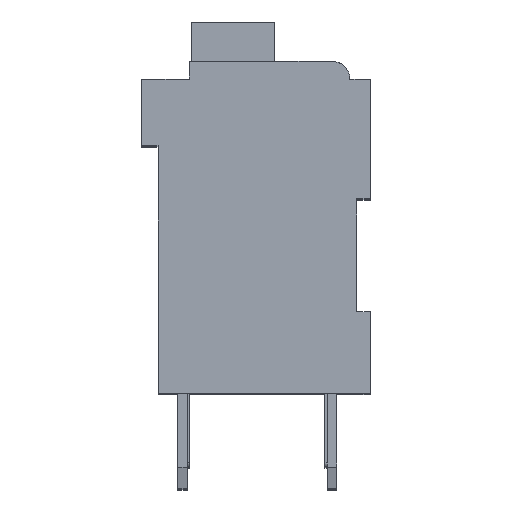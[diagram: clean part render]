
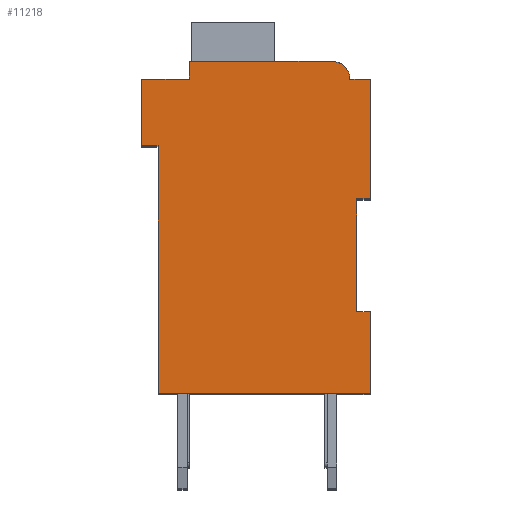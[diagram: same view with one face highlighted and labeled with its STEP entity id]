
A CAD part, top view. The second image highlights one B-rep face of the part: STEP entity #11218.
In plain terms, the highlighted planar face has unit normal (0, 0, 1).
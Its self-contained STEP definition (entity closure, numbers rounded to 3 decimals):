
#1258=DIRECTION('',(1.,0.,0.));
#1259=VECTOR('',#1258,0.5);
#1260=CARTESIAN_POINT('',(7.3,7.15,2.1));
#1261=LINE('',#1260,#1259);
#1262=DIRECTION('',(0.,1.,0.));
#1263=VECTOR('',#1262,4.15);
#1264=CARTESIAN_POINT('',(7.3,3.,2.1));
#1265=LINE('',#1264,#1263);
#1266=DIRECTION('',(-1.,0.,0.));
#1267=VECTOR('',#1266,0.5);
#1268=CARTESIAN_POINT('',(7.8,3.,2.1));
#1269=LINE('',#1268,#1267);
#1270=DIRECTION('',(0.,1.,0.));
#1271=VECTOR('',#1270,3.);
#1272=CARTESIAN_POINT('',(7.8,0.,2.1));
#1273=LINE('',#1272,#1271);
#1274=DIRECTION('',(1.,0.,0.));
#1275=VECTOR('',#1274,7.8);
#1276=CARTESIAN_POINT('',(0.,0.,2.1));
#1277=LINE('',#1276,#1275);
#1278=DIRECTION('',(0.,-1.,0.));
#1279=VECTOR('',#1278,9.1);
#1280=CARTESIAN_POINT('',(0.,9.1,2.1));
#1281=LINE('',#1280,#1279);
#1282=DIRECTION('',(1.,0.,0.));
#1283=VECTOR('',#1282,0.6);
#1284=CARTESIAN_POINT('',(-0.6,9.1,2.1));
#1285=LINE('',#1284,#1283);
#1286=DIRECTION('',(0.,-1.,0.));
#1287=VECTOR('',#1286,2.45);
#1288=CARTESIAN_POINT('',(-0.6,11.55,2.1));
#1289=LINE('',#1288,#1287);
#1290=DIRECTION('',(-1.,0.,0.));
#1291=VECTOR('',#1290,1.75);
#1292=CARTESIAN_POINT('',(1.15,11.55,2.1));
#1293=LINE('',#1292,#1291);
#1294=DIRECTION('',(0.,-1.,0.));
#1295=VECTOR('',#1294,0.65);
#1296=CARTESIAN_POINT('',(1.15,12.2,2.1));
#1297=LINE('',#1296,#1295);
#1298=DIRECTION('',(-1.,0.,0.));
#1299=VECTOR('',#1298,5.25);
#1300=CARTESIAN_POINT('',(6.4,12.2,2.1));
#1301=LINE('',#1300,#1299);
#1302=CARTESIAN_POINT('',(6.4,11.55,2.1));
#1303=DIRECTION('',(0.,0.,1.));
#1304=DIRECTION('',(1.,0.,0.));
#1305=AXIS2_PLACEMENT_3D('',#1302,#1303,#1304);
#1307=DIRECTION('',(-1.,0.,0.));
#1308=VECTOR('',#1307,0.75);
#1309=CARTESIAN_POINT('',(7.8,11.55,2.1));
#1310=LINE('',#1309,#1308);
#1311=DIRECTION('',(0.,1.,0.));
#1312=VECTOR('',#1311,4.4);
#1313=CARTESIAN_POINT('',(7.8,7.15,2.1));
#1314=LINE('',#1313,#1312);
#7579=CARTESIAN_POINT('',(7.3,7.15,2.1));
#7580=CARTESIAN_POINT('',(7.8,7.15,2.1));
#7581=VERTEX_POINT('',#7579);
#7582=VERTEX_POINT('',#7580);
#7583=CARTESIAN_POINT('',(7.8,11.55,2.1));
#7584=VERTEX_POINT('',#7583);
#7585=CARTESIAN_POINT('',(7.05,11.55,2.1));
#7586=VERTEX_POINT('',#7585);
#7587=CARTESIAN_POINT('',(6.4,12.2,2.1));
#7588=VERTEX_POINT('',#7587);
#7589=CARTESIAN_POINT('',(1.15,12.2,2.1));
#7590=VERTEX_POINT('',#7589);
#7591=CARTESIAN_POINT('',(1.15,11.55,2.1));
#7592=VERTEX_POINT('',#7591);
#7593=CARTESIAN_POINT('',(-0.6,11.55,2.1));
#7594=VERTEX_POINT('',#7593);
#7595=CARTESIAN_POINT('',(-0.6,9.1,2.1));
#7596=VERTEX_POINT('',#7595);
#7597=CARTESIAN_POINT('',(0.,9.1,2.1));
#7598=VERTEX_POINT('',#7597);
#7599=CARTESIAN_POINT('',(0.,0.,2.1));
#7600=VERTEX_POINT('',#7599);
#7601=CARTESIAN_POINT('',(7.8,0.,2.1));
#7602=VERTEX_POINT('',#7601);
#7603=CARTESIAN_POINT('',(7.8,3.,2.1));
#7604=VERTEX_POINT('',#7603);
#7605=CARTESIAN_POINT('',(7.3,3.,2.1));
#7606=VERTEX_POINT('',#7605);
#11188=CARTESIAN_POINT('',(0.,0.,2.1));
#11189=DIRECTION('',(0.,0.,1.));
#11190=DIRECTION('',(1.,0.,0.));
#11191=AXIS2_PLACEMENT_3D('',#11188,#11189,#11190);
#11192=PLANE('',#11191);
#11193=ORIENTED_EDGE('',*,*,#9956,.F.);
#11194=ORIENTED_EDGE('',*,*,#10363,.F.);
#11196=ORIENTED_EDGE('',*,*,#11195,.F.);
#11198=ORIENTED_EDGE('',*,*,#11197,.F.);
#11199=ORIENTED_EDGE('',*,*,#10597,.F.);
#11200=ORIENTED_EDGE('',*,*,#10522,.F.);
#11202=ORIENTED_EDGE('',*,*,#11201,.F.);
#11204=ORIENTED_EDGE('',*,*,#11203,.F.);
#11206=ORIENTED_EDGE('',*,*,#11205,.F.);
#11208=ORIENTED_EDGE('',*,*,#11207,.F.);
#11210=ORIENTED_EDGE('',*,*,#11209,.F.);
#11212=ORIENTED_EDGE('',*,*,#11211,.F.);
#11214=ORIENTED_EDGE('',*,*,#11213,.F.);
#11215=ORIENTED_EDGE('',*,*,#10179,.F.);
#11216=EDGE_LOOP('',(#11193,#11194,#11196,#11198,#11199,#11200,#11202,#11204,
#11206,#11208,#11210,#11212,#11214,#11215));
#11217=FACE_OUTER_BOUND('',#11216,.F.);
#1306=CIRCLE('',#1305,0.65);
#9956=EDGE_CURVE('',#7581,#7582,#1261,.T.);
#10179=EDGE_CURVE('',#7582,#7584,#1314,.T.);
#10363=EDGE_CURVE('',#7606,#7581,#1265,.T.);
#10522=EDGE_CURVE('',#7598,#7600,#1281,.T.);
#10597=EDGE_CURVE('',#7600,#7602,#1277,.T.);
#11195=EDGE_CURVE('',#7604,#7606,#1269,.T.);
#11197=EDGE_CURVE('',#7602,#7604,#1273,.T.);
#11201=EDGE_CURVE('',#7596,#7598,#1285,.T.);
#11203=EDGE_CURVE('',#7594,#7596,#1289,.T.);
#11205=EDGE_CURVE('',#7592,#7594,#1293,.T.);
#11207=EDGE_CURVE('',#7590,#7592,#1297,.T.);
#11209=EDGE_CURVE('',#7588,#7590,#1301,.T.);
#11211=EDGE_CURVE('',#7586,#7588,#1306,.T.);
#11213=EDGE_CURVE('',#7584,#7586,#1310,.T.);
#11218=ADVANCED_FACE('',(#11217),#11192,.T.);
